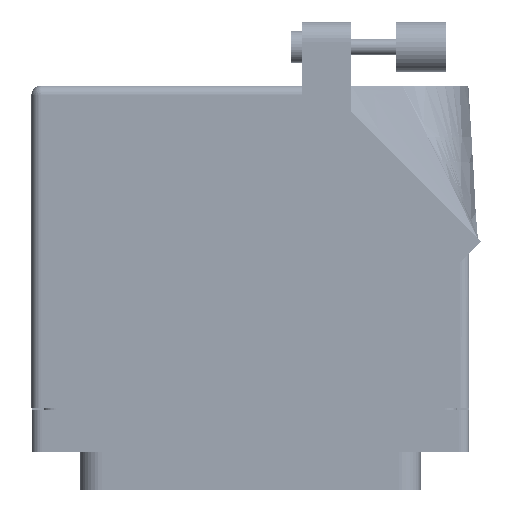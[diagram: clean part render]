
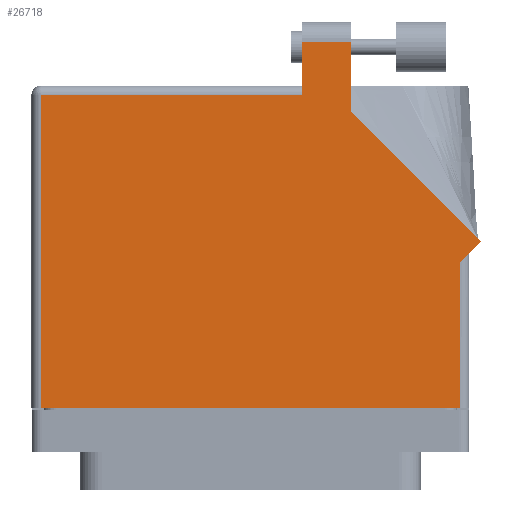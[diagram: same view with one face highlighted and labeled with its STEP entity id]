
A CAD part, front view. The second image highlights one B-rep face of the part: STEP entity #26718.
In plain terms, the highlighted face is planar.
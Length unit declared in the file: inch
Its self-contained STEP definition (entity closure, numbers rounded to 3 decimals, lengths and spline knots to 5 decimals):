
#910 = CARTESIAN_POINT ( 'NONE',  ( 1.3155, 0.88, 0.765 ) ) ;
#2328 = DIRECTION ( 'NONE',  ( 0., 0., -1. ) ) ;
#2530 = CARTESIAN_POINT ( 'NONE',  ( 1.3775, 0.88, 0.765 ) ) ;
#3871 = CARTESIAN_POINT ( 'NONE',  ( 0.6345, 2.205, 0.765 ) ) ;
#6097 = AXIS2_PLACEMENT_3D ( 'NONE', #43612, #2328, #64728 ) ;
#6856 = LINE ( 'NONE', #910, #86674 ) ;
#9457 = EDGE_CURVE ( 'NONE', #34780, #70246, #86033, .T. ) ;
#15393 = CARTESIAN_POINT ( 'NONE',  ( 0.3275, 1.93, 0.765 ) ) ;
#15509 = ORIENTED_EDGE ( 'NONE', *, *, #52395, .T. ) ;
#16774 = DIRECTION ( 'NONE',  ( 0., 1., 0. ) ) ;
#17278 = VECTOR ( 'NONE', #16774, 39.37008 ) ;
#18026 = VECTOR ( 'NONE', #84254, 39.37008 ) ;
#20428 = EDGE_LOOP ( 'NONE', ( #54687, #85521, #15509, #87802, #47933, #80918, #73826, #27442, #43738 ) ) ;
#22828 = PLANE ( 'NONE',  #6097 ) ;
#23760 = DIRECTION ( 'NONE',  ( 0., -1., 0. ) ) ;
#24384 = CARTESIAN_POINT ( 'NONE',  ( 1.44821, 0.95071, 0.765 ) ) ;
#24909 = EDGE_CURVE ( 'NONE', #85376, #76016, #29094, .T. ) ;
#25584 = CARTESIAN_POINT ( 'NONE',  ( 1.44821, 0.95071, 0.765 ) ) ;
#26718 = ADVANCED_FACE ( 'NONE', ( #76319 ), #22828, .F. ) ;
#27442 = ORIENTED_EDGE ( 'NONE', *, *, #63791, .T. ) ;
#27452 = VERTEX_POINT ( 'NONE', #81314 ) ;
#29094 = LINE ( 'NONE', #64128, #38784 ) ;
#30301 = LINE ( 'NONE', #2530, #78763 ) ;
#32586 = EDGE_CURVE ( 'NONE', #39523, #27452, #35387, .T. ) ;
#32696 = CARTESIAN_POINT ( 'NONE',  ( -1.3155, -0.1, 0.765 ) ) ;
#33101 = VERTEX_POINT ( 'NONE', #32696 ) ;
#34780 = VERTEX_POINT ( 'NONE', #67615 ) ;
#35387 = LINE ( 'NONE', #25584, #76458 ) ;
#36990 = CARTESIAN_POINT ( 'NONE',  ( 0.6345, 1.76442, 0.765 ) ) ;
#38784 = VECTOR ( 'NONE', #84304, 39.37008 ) ;
#38965 = LINE ( 'NONE', #15393, #66974 ) ;
#39523 = VERTEX_POINT ( 'NONE', #24384 ) ;
#43422 = DIRECTION ( 'NONE',  ( 0., -1., 0. ) ) ;
#43612 = CARTESIAN_POINT ( 'NONE',  ( -1.3775, 1.93, 0.765 ) ) ;
#43738 = ORIENTED_EDGE ( 'NONE', *, *, #32586, .T. ) ;
#44096 = DIRECTION ( 'NONE',  ( 0.707, 0.707, 0. ) ) ;
#47933 = ORIENTED_EDGE ( 'NONE', *, *, #83594, .T. ) ;
#52395 = EDGE_CURVE ( 'NONE', #76016, #34780, #38965, .T. ) ;
#53819 = CARTESIAN_POINT ( 'NONE',  ( 0.3275, 2.205, 0.765 ) ) ;
#54687 = ORIENTED_EDGE ( 'NONE', *, *, #78848, .T. ) ;
#57688 = VERTEX_POINT ( 'NONE', #70091 ) ;
#58579 = LINE ( 'NONE', #59088, #87653 ) ;
#59088 = CARTESIAN_POINT ( 'NONE',  ( -1.3155, -0.1, 0.765 ) ) ;
#62617 = CARTESIAN_POINT ( 'NONE',  ( -1.3775, -0.1, 0.765 ) ) ;
#63791 = EDGE_CURVE ( 'NONE', #78579, #39523, #30301, .T. ) ;
#64128 = CARTESIAN_POINT ( 'NONE',  ( 0.3275, 2.205, 0.765 ) ) ;
#64728 = DIRECTION ( 'NONE',  ( -1., 0., 0. ) ) ;
#66673 = VECTOR ( 'NONE', #81423, 39.37008 ) ;
#66974 = VECTOR ( 'NONE', #43422, 39.37008 ) ;
#67615 = CARTESIAN_POINT ( 'NONE',  ( 0.3275, 1.868, 0.765 ) ) ;
#70091 = CARTESIAN_POINT ( 'NONE',  ( 1.3155, -0.1, 0.765 ) ) ;
#70246 = VERTEX_POINT ( 'NONE', #75472 ) ;
#72752 = EDGE_CURVE ( 'NONE', #57688, #78579, #6856, .T. ) ;
#73790 = DIRECTION ( 'NONE',  ( -0.707, 0.707, 0. ) ) ;
#73826 = ORIENTED_EDGE ( 'NONE', *, *, #72752, .T. ) ;
#74157 = CARTESIAN_POINT ( 'NONE',  ( -1.3775, 1.868, 0.765 ) ) ;
#75472 = CARTESIAN_POINT ( 'NONE',  ( -1.3155, 1.868, 0.765 ) ) ;
#75941 = DIRECTION ( 'NONE',  ( 0., 1., 0. ) ) ;
#76016 = VERTEX_POINT ( 'NONE', #53819 ) ;
#76319 = FACE_OUTER_BOUND ( 'NONE', #20428, .T. ) ;
#76458 = VECTOR ( 'NONE', #73790, 39.37008 ) ;
#78579 = VERTEX_POINT ( 'NONE', #82254 ) ;
#78763 = VECTOR ( 'NONE', #44096, 39.37008 ) ;
#78848 = EDGE_CURVE ( 'NONE', #27452, #85376, #85213, .T. ) ;
#80566 = LINE ( 'NONE', #62617, #18026 ) ;
#80918 = ORIENTED_EDGE ( 'NONE', *, *, #87466, .T. ) ;
#81314 = CARTESIAN_POINT ( 'NONE',  ( 0.6345, 1.76442, 0.765 ) ) ;
#81423 = DIRECTION ( 'NONE',  ( -1., 0., 0. ) ) ;
#82254 = CARTESIAN_POINT ( 'NONE',  ( 1.3155, 0.818, 0.765 ) ) ;
#83594 = EDGE_CURVE ( 'NONE', #70246, #33101, #58579, .T. ) ;
#84254 = DIRECTION ( 'NONE',  ( 1., 0., 0. ) ) ;
#84304 = DIRECTION ( 'NONE',  ( -1., 0., 0. ) ) ;
#85213 = LINE ( 'NONE', #36990, #17278 ) ;
#85376 = VERTEX_POINT ( 'NONE', #3871 ) ;
#85521 = ORIENTED_EDGE ( 'NONE', *, *, #24909, .T. ) ;
#86033 = LINE ( 'NONE', #74157, #66673 ) ;
#86674 = VECTOR ( 'NONE', #75941, 39.37008 ) ;
#87466 = EDGE_CURVE ( 'NONE', #33101, #57688, #80566, .T. ) ;
#87653 = VECTOR ( 'NONE', #23760, 39.37008 ) ;
#87802 = ORIENTED_EDGE ( 'NONE', *, *, #9457, .T. ) ;
